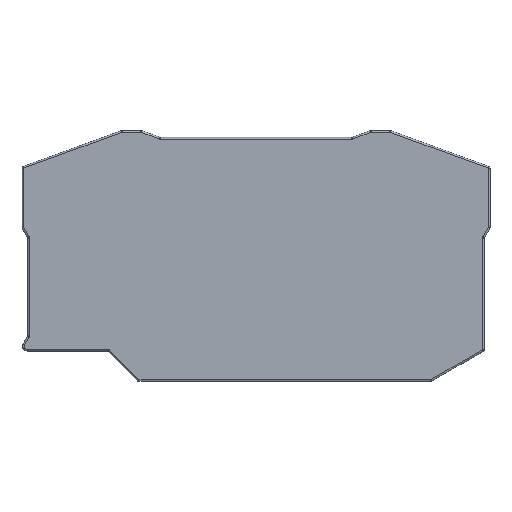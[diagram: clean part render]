
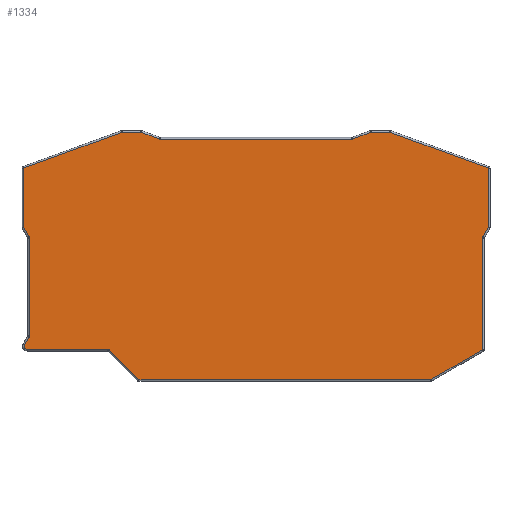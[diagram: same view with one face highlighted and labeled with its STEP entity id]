
A CAD part, top view. The second image highlights one B-rep face of the part: STEP entity #1334.
In plain terms, the highlighted planar face has unit normal (0, 0, 1).
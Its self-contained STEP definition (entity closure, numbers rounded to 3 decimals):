
#2=DIRECTION('',(0.,1.,0.));
#3=VECTOR('',#2,10.38);
#4=CARTESIAN_POINT('',(40.45,27.08,2.));
#5=LINE('',#4,#3);
#38=DIRECTION('',(-0.94,0.342,0.));
#39=VECTOR('',#38,18.244);
#40=CARTESIAN_POINT('',(40.45,37.46,2.));
#41=LINE('',#40,#39);
#79=DIRECTION('',(-1.,0.,0.));
#80=VECTOR('',#79,3.253);
#81=CARTESIAN_POINT('',(23.306,43.7,2.));
#82=LINE('',#81,#80);
#120=DIRECTION('',(-0.94,-0.342,0.));
#121=VECTOR('',#120,3.403);
#122=CARTESIAN_POINT('',(20.053,43.7,2.));
#123=LINE('',#122,#121);
#133=CARTESIAN_POINT('',(16.65,43.1,2.));
#134=DIRECTION('',(0.,0.,-1.));
#135=DIRECTION('',(0.342,-0.94,0.));
#136=AXIS2_PLACEMENT_3D('',#133,#134,#135);
#148=DIRECTION('',(-1.,0.,0.));
#149=VECTOR('',#148,33.3);
#150=CARTESIAN_POINT('',(16.65,42.5,2.));
#151=LINE('',#150,#149);
#161=CARTESIAN_POINT('',(-16.65,43.1,2.));
#162=DIRECTION('',(0.,0.,-1.));
#163=DIRECTION('',(0.,-1.,0.));
#164=AXIS2_PLACEMENT_3D('',#161,#162,#163);
#176=DIRECTION('',(-0.94,0.342,0.));
#177=VECTOR('',#176,3.403);
#178=CARTESIAN_POINT('',(-16.855,42.536,2.));
#179=LINE('',#178,#177);
#217=DIRECTION('',(-1.,0.,0.));
#218=VECTOR('',#217,3.253);
#219=CARTESIAN_POINT('',(-20.053,43.7,2.));
#220=LINE('',#219,#218);
#258=DIRECTION('',(-0.94,-0.342,0.));
#259=VECTOR('',#258,18.244);
#260=CARTESIAN_POINT('',(-23.306,43.7,2.));
#261=LINE('',#260,#259);
#294=DIRECTION('',(0.,-1.,0.));
#295=VECTOR('',#294,10.38);
#296=CARTESIAN_POINT('',(-40.45,37.46,2.));
#297=LINE('',#296,#295);
#330=DIRECTION('',(0.5,-0.866,0.));
#331=VECTOR('',#330,1.839);
#332=CARTESIAN_POINT('',(-40.45,27.08,2.));
#333=LINE('',#332,#331);
#343=CARTESIAN_POINT('',(-40.05,25.188,2.));
#344=DIRECTION('',(0.,0.,-1.));
#345=DIRECTION('',(0.866,0.5,0.));
#346=AXIS2_PLACEMENT_3D('',#343,#344,#345);
#358=DIRECTION('',(0.,-1.,0.));
#359=VECTOR('',#358,16.909);
#360=CARTESIAN_POINT('',(-39.45,25.188,2.));
#361=LINE('',#360,#359);
#371=CARTESIAN_POINT('',(-40.05,8.278,2.));
#372=DIRECTION('',(0.,0.,-1.));
#373=DIRECTION('',(1.,0.,0.));
#374=AXIS2_PLACEMENT_3D('',#371,#372,#373);
#386=DIRECTION('',(-0.5,-0.866,0.));
#387=VECTOR('',#386,1.534);
#388=CARTESIAN_POINT('',(-39.53,7.978,2.));
#389=LINE('',#388,#387);
#399=CARTESIAN_POINT('',(-39.864,6.4,2.));
#400=DIRECTION('',(0.,0.,1.));
#401=DIRECTION('',(-0.866,0.5,0.));
#402=AXIS2_PLACEMENT_3D('',#399,#400,#401);
#414=DIRECTION('',(1.,0.,0.));
#415=VECTOR('',#414,13.94);
#416=CARTESIAN_POINT('',(-39.864,5.9,2.));
#417=LINE('',#416,#415);
#427=CARTESIAN_POINT('',(-25.924,5.3,2.));
#428=DIRECTION('',(0.,0.,-1.));
#429=DIRECTION('',(0.,1.,0.));
#430=AXIS2_PLACEMENT_3D('',#427,#428,#429);
#442=DIRECTION('',(0.707,-0.707,0.));
#443=VECTOR('',#442,7.247);
#444=CARTESIAN_POINT('',(-25.5,5.724,2.));
#445=LINE('',#444,#443);
#478=DIRECTION('',(1.,0.,0.));
#479=VECTOR('',#478,50.793);
#480=CARTESIAN_POINT('',(-20.376,0.6,2.));
#481=LINE('',#480,#479);
#514=DIRECTION('',(0.866,0.5,0.));
#515=VECTOR('',#514,10.43);
#516=CARTESIAN_POINT('',(30.417,0.6,2.));
#517=LINE('',#516,#515);
#554=DIRECTION('',(0.,1.,0.));
#555=VECTOR('',#554,19.372);
#556=CARTESIAN_POINT('',(39.45,5.815,2.));
#557=LINE('',#556,#555);
#567=CARTESIAN_POINT('',(40.05,25.188,2.));
#568=DIRECTION('',(0.,0.,-1.));
#569=DIRECTION('',(-1.,0.,0.));
#570=AXIS2_PLACEMENT_3D('',#567,#568,#569);
#582=DIRECTION('',(0.5,0.866,0.));
#583=VECTOR('',#582,1.839);
#584=CARTESIAN_POINT('',(39.53,25.488,2.));
#585=LINE('',#584,#583);
#1155=CARTESIAN_POINT('',(40.45,27.08,2.));
#1156=CARTESIAN_POINT('',(40.45,37.46,2.));
#1157=VERTEX_POINT('',#1155);
#1158=VERTEX_POINT('',#1156);
#1165=CARTESIAN_POINT('',(23.306,43.7,2.));
#1166=VERTEX_POINT('',#1165);
#1171=CARTESIAN_POINT('',(20.053,43.7,2.));
#1172=VERTEX_POINT('',#1171);
#1177=CARTESIAN_POINT('',(16.855,42.536,2.));
#1178=VERTEX_POINT('',#1177);
#1181=CARTESIAN_POINT('',(16.65,42.5,2.));
#1182=VERTEX_POINT('',#1181);
#1185=CARTESIAN_POINT('',(-16.65,42.5,2.));
#1186=VERTEX_POINT('',#1185);
#1189=CARTESIAN_POINT('',(-16.855,42.536,2.));
#1190=VERTEX_POINT('',#1189);
#1193=CARTESIAN_POINT('',(-20.053,43.7,2.));
#1194=VERTEX_POINT('',#1193);
#1199=CARTESIAN_POINT('',(-23.306,43.7,2.));
#1200=VERTEX_POINT('',#1199);
#1205=CARTESIAN_POINT('',(-40.45,37.46,2.));
#1206=VERTEX_POINT('',#1205);
#1211=CARTESIAN_POINT('',(-40.45,27.08,2.));
#1212=VERTEX_POINT('',#1211);
#1217=CARTESIAN_POINT('',(-39.53,25.488,2.));
#1218=VERTEX_POINT('',#1217);
#1221=CARTESIAN_POINT('',(-39.45,25.188,2.));
#1222=VERTEX_POINT('',#1221);
#1225=CARTESIAN_POINT('',(-39.45,8.278,2.));
#1226=VERTEX_POINT('',#1225);
#1229=CARTESIAN_POINT('',(-39.53,7.978,2.));
#1230=VERTEX_POINT('',#1229);
#1233=CARTESIAN_POINT('',(-40.297,6.65,2.));
#1234=VERTEX_POINT('',#1233);
#1237=CARTESIAN_POINT('',(-39.864,5.9,2.));
#1238=VERTEX_POINT('',#1237);
#1241=CARTESIAN_POINT('',(-25.924,5.9,2.));
#1242=VERTEX_POINT('',#1241);
#1245=CARTESIAN_POINT('',(-25.5,5.724,2.));
#1246=VERTEX_POINT('',#1245);
#1249=CARTESIAN_POINT('',(-20.376,0.6,2.));
#1250=VERTEX_POINT('',#1249);
#1255=CARTESIAN_POINT('',(30.417,0.6,2.));
#1256=VERTEX_POINT('',#1255);
#1261=CARTESIAN_POINT('',(39.45,5.815,2.));
#1262=VERTEX_POINT('',#1261);
#1267=CARTESIAN_POINT('',(39.45,25.188,2.));
#1268=VERTEX_POINT('',#1267);
#1271=CARTESIAN_POINT('',(39.53,25.488,2.));
#1272=VERTEX_POINT('',#1271);
#1277=CARTESIAN_POINT('',(0.,0.,2.));
#1278=DIRECTION('',(0.,0.,1.));
#1279=DIRECTION('',(1.,0.,0.));
#1280=AXIS2_PLACEMENT_3D('',#1277,#1278,#1279);
#1281=PLANE('',#1280);
#1283=ORIENTED_EDGE('',*,*,#1282,.F.);
#1285=ORIENTED_EDGE('',*,*,#1284,.F.);
#1287=ORIENTED_EDGE('',*,*,#1286,.F.);
#1289=ORIENTED_EDGE('',*,*,#1288,.F.);
#1291=ORIENTED_EDGE('',*,*,#1290,.F.);
#1293=ORIENTED_EDGE('',*,*,#1292,.F.);
#1295=ORIENTED_EDGE('',*,*,#1294,.F.);
#1297=ORIENTED_EDGE('',*,*,#1296,.F.);
#1299=ORIENTED_EDGE('',*,*,#1298,.F.);
#1301=ORIENTED_EDGE('',*,*,#1300,.F.);
#1303=ORIENTED_EDGE('',*,*,#1302,.F.);
#1305=ORIENTED_EDGE('',*,*,#1304,.F.);
#1307=ORIENTED_EDGE('',*,*,#1306,.F.);
#1309=ORIENTED_EDGE('',*,*,#1308,.F.);
#1311=ORIENTED_EDGE('',*,*,#1310,.F.);
#1313=ORIENTED_EDGE('',*,*,#1312,.F.);
#1315=ORIENTED_EDGE('',*,*,#1314,.F.);
#1317=ORIENTED_EDGE('',*,*,#1316,.F.);
#1319=ORIENTED_EDGE('',*,*,#1318,.F.);
#1321=ORIENTED_EDGE('',*,*,#1320,.F.);
#1323=ORIENTED_EDGE('',*,*,#1322,.F.);
#1325=ORIENTED_EDGE('',*,*,#1324,.F.);
#1327=ORIENTED_EDGE('',*,*,#1326,.F.);
#1329=ORIENTED_EDGE('',*,*,#1328,.F.);
#1331=ORIENTED_EDGE('',*,*,#1330,.F.);
#1332=EDGE_LOOP('',(#1283,#1285,#1287,#1289,#1291,#1293,#1295,#1297,#1299,#1301,
#1303,#1305,#1307,#1309,#1311,#1313,#1315,#1317,#1319,#1321,#1323,#1325,#1327,
#1329,#1331));
#1333=FACE_OUTER_BOUND('',#1332,.F.);
#1334=ADVANCED_FACE('',(#1333),#1281,.T.);
#137=CIRCLE('',#136,0.6);
#165=CIRCLE('',#164,0.6);
#347=CIRCLE('',#346,0.6);
#375=CIRCLE('',#374,0.6);
#403=CIRCLE('',#402,0.5);
#431=CIRCLE('',#430,0.6);
#571=CIRCLE('',#570,0.6);
#1282=EDGE_CURVE('',#1157,#1158,#5,.T.);
#1284=EDGE_CURVE('',#1272,#1157,#585,.T.);
#1286=EDGE_CURVE('',#1268,#1272,#571,.T.);
#1288=EDGE_CURVE('',#1262,#1268,#557,.T.);
#1290=EDGE_CURVE('',#1256,#1262,#517,.T.);
#1292=EDGE_CURVE('',#1250,#1256,#481,.T.);
#1294=EDGE_CURVE('',#1246,#1250,#445,.T.);
#1296=EDGE_CURVE('',#1242,#1246,#431,.T.);
#1298=EDGE_CURVE('',#1238,#1242,#417,.T.);
#1300=EDGE_CURVE('',#1234,#1238,#403,.T.);
#1302=EDGE_CURVE('',#1230,#1234,#389,.T.);
#1304=EDGE_CURVE('',#1226,#1230,#375,.T.);
#1306=EDGE_CURVE('',#1222,#1226,#361,.T.);
#1308=EDGE_CURVE('',#1218,#1222,#347,.T.);
#1310=EDGE_CURVE('',#1212,#1218,#333,.T.);
#1312=EDGE_CURVE('',#1206,#1212,#297,.T.);
#1314=EDGE_CURVE('',#1200,#1206,#261,.T.);
#1316=EDGE_CURVE('',#1194,#1200,#220,.T.);
#1318=EDGE_CURVE('',#1190,#1194,#179,.T.);
#1320=EDGE_CURVE('',#1186,#1190,#165,.T.);
#1322=EDGE_CURVE('',#1182,#1186,#151,.T.);
#1324=EDGE_CURVE('',#1178,#1182,#137,.T.);
#1326=EDGE_CURVE('',#1172,#1178,#123,.T.);
#1328=EDGE_CURVE('',#1166,#1172,#82,.T.);
#1330=EDGE_CURVE('',#1158,#1166,#41,.T.);
